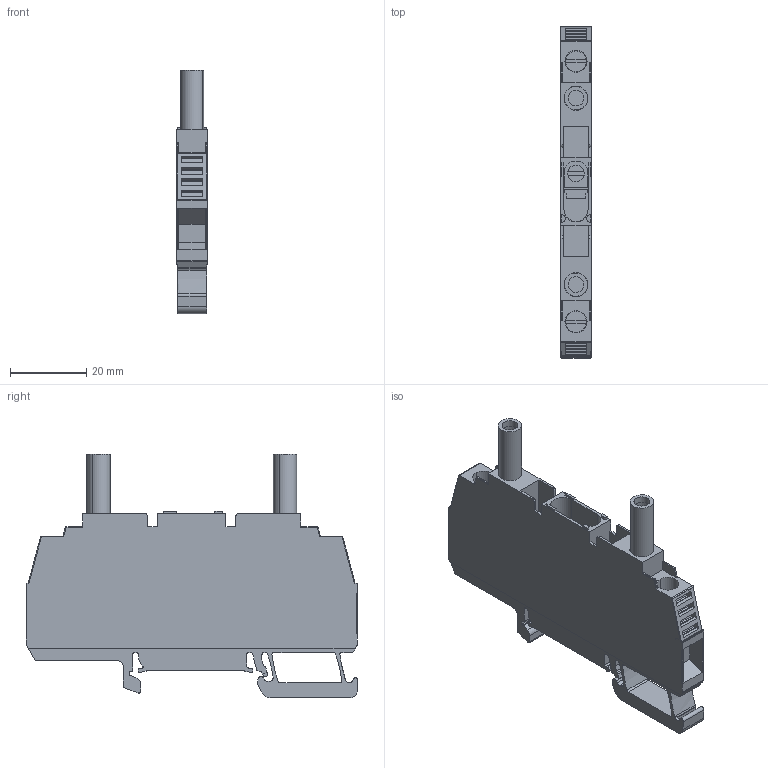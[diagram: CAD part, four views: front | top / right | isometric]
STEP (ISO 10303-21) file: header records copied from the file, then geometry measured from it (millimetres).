
FILE_DESCRIPTION(('CATIA V5 STEP Exchange','CAx-IF Rec.Pracs.--- Model Styling and Organization---1.4--- 2014-01-23'),'2;1');
FILE_NAME ('005161-2_1', '2019-10-02T08:24:31+00:00', ('none'), ('Weidmueller'), 'CATIA Version 5-6 Release 2016 SP3 HF44', 'CATIA V5 STEP AP214', 'none');
FILE_SCHEMA(('AUTOMOTIVE_DESIGN { 1 0 10303 214 1 1 1 1 }'));
Length unit declared in the file: millimetre
Products named in the file (1): 1062130000_WTL_6-3-STB_GE
Bounding box: 7.89 x 87.18 x 64 mm (x, y, z)
Volume: 22085.7 mm3; surface area: 15087.2 mm2
Topology: 7 solids, 9 shells, 457 faces, 1226 edges, 814 vertices
Faces by surface type: plane 333, cylinder 112, cone 6, extrusion 4, bspline 2
Entity records: 13890 total; most frequent: CARTESIAN_POINT 2645, ORIENTED_EDGE 2452, DIRECTION 1993, EDGE_CURVE 1226, VECTOR 968, LINE 964, VERTEX_POINT 814, AXIS2_PLACEMENT_3D 631
